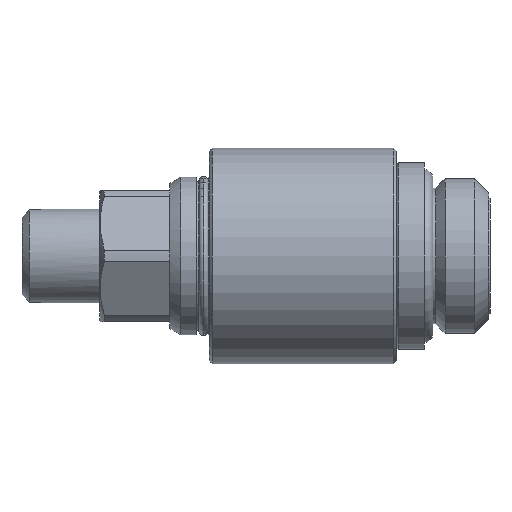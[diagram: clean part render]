
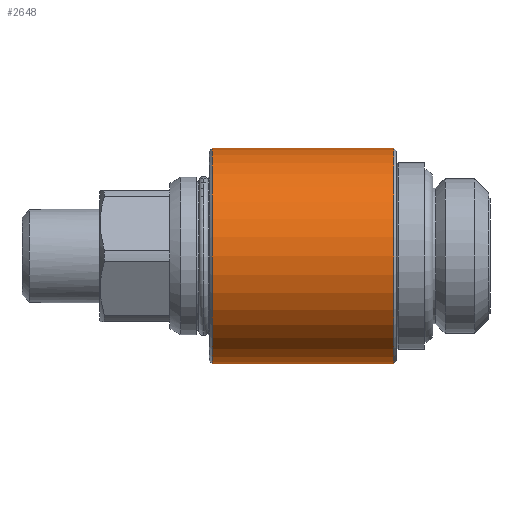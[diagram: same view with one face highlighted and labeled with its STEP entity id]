
A CAD part, left-side view. The second image highlights one B-rep face of the part: STEP entity #2648.
In plain terms, the highlighted cylindrical face has radius 11.5 mm (diameter 23 mm), a partial arc.
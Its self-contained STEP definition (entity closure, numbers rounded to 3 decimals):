
#311 = VERTEX_POINT ( 'NONE', #1411 ) ;
#334 = VERTEX_POINT ( 'NONE', #1503 ) ;
#337 = EDGE_CURVE ( 'NONE', #311, #357, #1504, .T. ) ;
#357 = VERTEX_POINT ( 'NONE', #2084 ) ;
#370 = VERTEX_POINT ( 'NONE', #1992 ) ;
#386 = EDGE_CURVE ( 'NONE', #370, #334, #1908, .T. ) ;
#1411 = CARTESIAN_POINT ( 'NONE',  ( 0., 30., -11.5 ) ) ;
#1503 = CARTESIAN_POINT ( 'NONE',  ( 0., 10.6, 11.5 ) ) ;
#1504 = LINE ( 'NONE', #1573, #1608 ) ;
#1567 = DIRECTION ( 'NONE',  ( 0., -1., 0. ) ) ;
#1573 = CARTESIAN_POINT ( 'NONE',  ( 0., 10.419, -11.5 ) ) ;
#1608 = VECTOR ( 'NONE', #1567, 1000. ) ;
#1905 = DIRECTION ( 'NONE',  ( 0., -1., 0. ) ) ;
#1906 = VECTOR ( 'NONE', #1905, 1000. ) ;
#1907 = CARTESIAN_POINT ( 'NONE',  ( 0., 10.419, 11.5 ) ) ;
#1908 = LINE ( 'NONE', #1907, #1906 ) ;
#1992 = CARTESIAN_POINT ( 'NONE',  ( 0., 30., 11.5 ) ) ;
#2084 = CARTESIAN_POINT ( 'NONE',  ( 0., 10.6, -11.5 ) ) ;
#2644 = EDGE_LOOP ( 'NONE', ( #2725, #2649, #2646, #2647 ) ) ;
#2645 = EDGE_CURVE ( 'NONE', #370, #311, #3037, .T. ) ;
#2646 = ORIENTED_EDGE ( 'NONE', *, *, #337, .T. ) ;
#2647 = ORIENTED_EDGE ( 'NONE', *, *, #2721, .F. ) ;
#2648 = ADVANCED_FACE ( 'NONE', ( #3033 ), #3032, .T. ) ;
#2649 = ORIENTED_EDGE ( 'NONE', *, *, #2645, .T. ) ;
#2721 = EDGE_CURVE ( 'NONE', #334, #357, #3835, .T. ) ;
#2725 = ORIENTED_EDGE ( 'NONE', *, *, #386, .F. ) ;
#2912 = AXIS2_PLACEMENT_3D ( 'NONE', #3031, #3411, #3410 ) ;
#3031 = CARTESIAN_POINT ( 'NONE',  ( 0., 10.419, 0. ) ) ;
#3032 = CYLINDRICAL_SURFACE ( 'NONE', #2912, 11.5 ) ;
#3033 = FACE_OUTER_BOUND ( 'NONE', #2644, .T. ) ;
#3034 = DIRECTION ( 'NONE',  ( 0., 0., -1. ) ) ;
#3035 = DIRECTION ( 'NONE',  ( 0., -1., 0. ) ) ;
#3036 = AXIS2_PLACEMENT_3D ( 'NONE', #3042, #3035, #3034 ) ;
#3037 = CIRCLE ( 'NONE', #3036, 11.5 ) ;
#3042 = CARTESIAN_POINT ( 'NONE',  ( 0., 30., 0. ) ) ;
#3410 = DIRECTION ( 'NONE',  ( 0., 0., -1. ) ) ;
#3411 = DIRECTION ( 'NONE',  ( 0., -1., 0. ) ) ;
#3824 = DIRECTION ( 'NONE',  ( 0., 0., -1. ) ) ;
#3825 = DIRECTION ( 'NONE',  ( 0., -1., 0. ) ) ;
#3826 = CARTESIAN_POINT ( 'NONE',  ( 0., 10.6, 0. ) ) ;
#3834 = AXIS2_PLACEMENT_3D ( 'NONE', #3826, #3825, #3824 ) ;
#3835 = CIRCLE ( 'NONE', #3834, 11.5 ) ;
